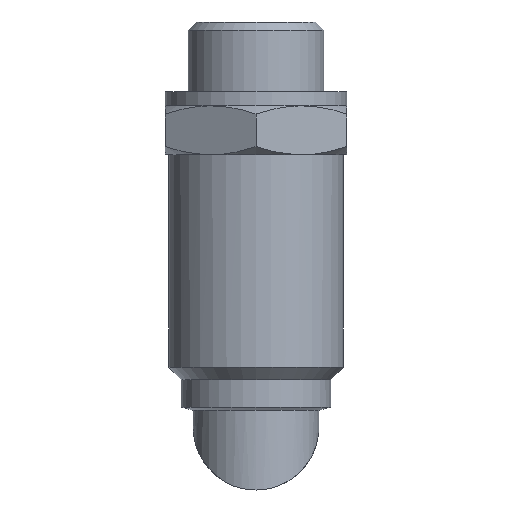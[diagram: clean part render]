
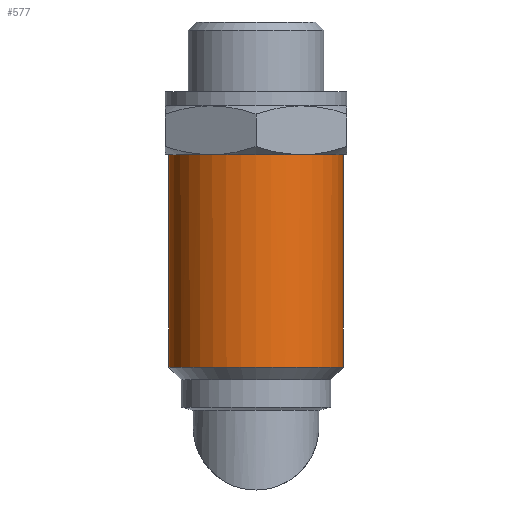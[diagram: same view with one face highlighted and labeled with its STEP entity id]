
A CAD part, left-side view. The second image highlights one B-rep face of the part: STEP entity #577.
In plain terms, the highlighted cylindrical face has radius 6.25 mm (diameter 12.5 mm), a full revolution.
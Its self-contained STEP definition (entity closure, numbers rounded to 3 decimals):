
#52=B_SPLINE_CURVE_WITH_KNOTS('',3,(#950,#951,#952,#953),.UNSPECIFIED.,
 .F.,.F.,(4,4),(0.,0.003),.UNSPECIFIED.);
#116=ORIENTED_EDGE('',*,*,#267,.F.);
#117=ORIENTED_EDGE('',*,*,#268,.F.);
#118=ORIENTED_EDGE('',*,*,#265,.T.);
#265=EDGE_CURVE('',#340,#339,#389,.T.);
#267=EDGE_CURVE('',#341,#341,#390,.T.);
#268=EDGE_CURVE('',#340,#339,#52,.T.);
#339=VERTEX_POINT('',#939);
#340=VERTEX_POINT('',#941);
#341=VERTEX_POINT('',#949);
#389=CIRCLE('',#643,6.25);
#390=CIRCLE('',#645,6.25);
#428=EDGE_LOOP('',(#116));
#429=EDGE_LOOP('',(#117,#118));
#497=FACE_BOUND('',#428,.T.);
#498=FACE_BOUND('',#429,.T.);
#563=CYLINDRICAL_SURFACE('',#644,6.25);
#577=ADVANCED_FACE('',(#497,#498),#563,.T.);
#643=AXIS2_PLACEMENT_3D('',#940,#743,#744);
#644=AXIS2_PLACEMENT_3D('',#947,#745,#746);
#645=AXIS2_PLACEMENT_3D('',#948,#747,#748);
#743=DIRECTION('',(0.,0.,1.));
#744=DIRECTION('',(1.,0.,0.));
#745=DIRECTION('',(0.,0.,1.));
#746=DIRECTION('',(1.,0.,0.));
#747=DIRECTION('',(0.,0.,1.));
#748=DIRECTION('',(1.,0.,0.));
#939=CARTESIAN_POINT('',(6.108,-1.327,-19.7));
#940=CARTESIAN_POINT('',(0.,0.,-19.7));
#941=CARTESIAN_POINT('',(6.108,1.327,-19.7));
#947=CARTESIAN_POINT('',(0.,0.,5.));
#948=CARTESIAN_POINT('',(0.,0.,-4.5));
#949=CARTESIAN_POINT('',(6.25,0.,-4.5));
#950=CARTESIAN_POINT('',(6.108,1.327,-19.7));
#951=CARTESIAN_POINT('',(6.293,0.473,-19.437));
#952=CARTESIAN_POINT('',(6.293,-0.473,-19.437));
#953=CARTESIAN_POINT('',(6.108,-1.327,-19.7));
